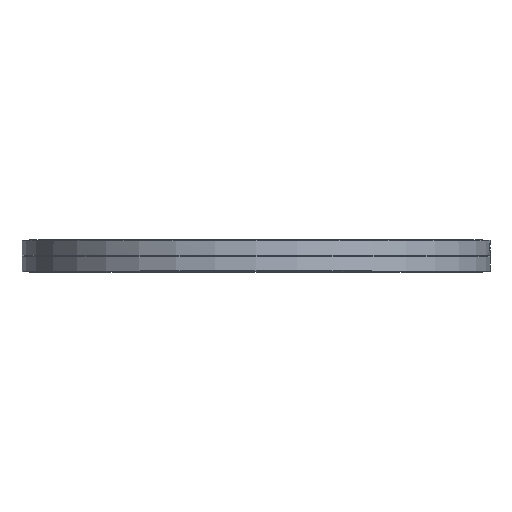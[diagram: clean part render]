
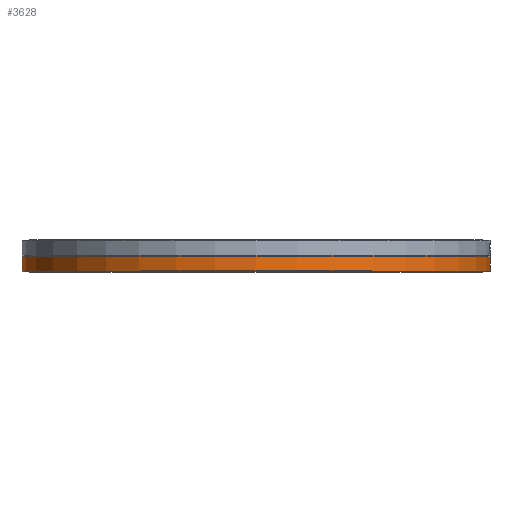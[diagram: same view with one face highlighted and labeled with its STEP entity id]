
A CAD part, top view. The second image highlights one B-rep face of the part: STEP entity #3628.
In plain terms, the highlighted cylindrical face has radius 209.55 mm (diameter 419.1 mm), a full revolution.
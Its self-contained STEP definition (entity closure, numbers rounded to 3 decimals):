
#230=CYLINDRICAL_SURFACE('',#3916,209.55);
#424=FACE_OUTER_BOUND('',#668,.T.);
#668=EDGE_LOOP('',(#2566,#2567,#2568,#2569,#2570,#2571));
#913=LINE('',#5300,#1114);
#1114=VECTOR('',#4389,209.55);
#1358=CIRCLE('',#3914,209.55);
#1359=CIRCLE('',#3915,209.55);
#1360=CIRCLE('',#3917,209.55);
#1361=CIRCLE('',#3918,209.55);
#1578=VERTEX_POINT('',#5290);
#1579=VERTEX_POINT('',#5291);
#1580=VERTEX_POINT('',#5296);
#1581=VERTEX_POINT('',#5297);
#1962=EDGE_CURVE('',#1578,#1579,#1358,.T.);
#1963=EDGE_CURVE('',#1579,#1578,#1359,.T.);
#1965=EDGE_CURVE('',#1580,#1581,#1360,.T.);
#1966=EDGE_CURVE('',#1581,#1580,#1361,.T.);
#1967=EDGE_CURVE('',#1581,#1579,#913,.T.);
#2566=ORIENTED_EDGE('',*,*,#1965,.F.);
#2567=ORIENTED_EDGE('',*,*,#1966,.F.);
#2568=ORIENTED_EDGE('',*,*,#1967,.T.);
#2569=ORIENTED_EDGE('',*,*,#1962,.F.);
#2570=ORIENTED_EDGE('',*,*,#1963,.F.);
#2571=ORIENTED_EDGE('',*,*,#1967,.F.);
#3628=ADVANCED_FACE('',(#424),#230,.T.);
#3914=AXIS2_PLACEMENT_3D('',#5292,#4378,#4379);
#3915=AXIS2_PLACEMENT_3D('',#5293,#4380,#4381);
#3916=AXIS2_PLACEMENT_3D('',#5295,#4383,#4384);
#3917=AXIS2_PLACEMENT_3D('',#5298,#4385,#4386);
#3918=AXIS2_PLACEMENT_3D('',#5299,#4387,#4388);
#4378=DIRECTION('center_axis',(0.,-1.,0.));
#4379=DIRECTION('ref_axis',(1.,0.,0.));
#4380=DIRECTION('center_axis',(0.,-1.,0.));
#4381=DIRECTION('ref_axis',(1.,0.,0.));
#4383=DIRECTION('center_axis',(0.,1.,0.));
#4384=DIRECTION('ref_axis',(-1.,0.,0.));
#4385=DIRECTION('center_axis',(0.,1.,0.));
#4386=DIRECTION('ref_axis',(1.,0.,0.));
#4387=DIRECTION('center_axis',(0.,1.,0.));
#4388=DIRECTION('ref_axis',(1.,0.,0.));
#4389=DIRECTION('',(0.,-1.,0.));
#5290=CARTESIAN_POINT('',(-209.55,0.5,0.));
#5291=CARTESIAN_POINT('',(209.55,0.5,0.));
#5292=CARTESIAN_POINT('Origin',(0.,0.5,0.));
#5293=CARTESIAN_POINT('Origin',(0.,0.5,0.));
#5295=CARTESIAN_POINT('Origin',(0.,6.881,0.));
#5296=CARTESIAN_POINT('',(0.,13.763,-209.55));
#5297=CARTESIAN_POINT('',(209.55,13.763,0.));
#5298=CARTESIAN_POINT('Origin',(0.,13.763,0.));
#5299=CARTESIAN_POINT('Origin',(0.,13.763,0.));
#5300=CARTESIAN_POINT('',(209.55,6.881,0.));
